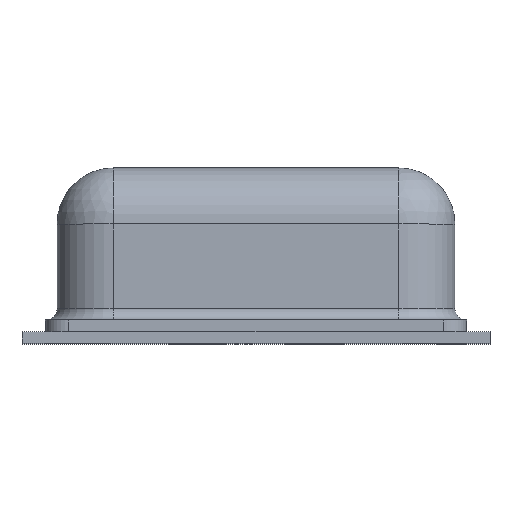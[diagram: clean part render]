
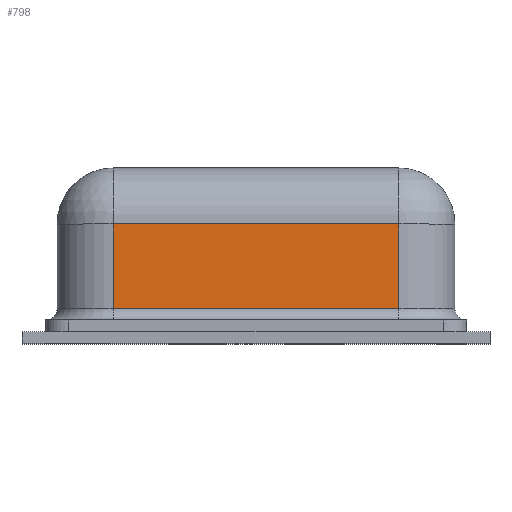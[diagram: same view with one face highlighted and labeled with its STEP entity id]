
A CAD part, top view. The second image highlights one B-rep face of the part: STEP entity #798.
In plain terms, the highlighted planar face has unit normal (0, 0, 1).
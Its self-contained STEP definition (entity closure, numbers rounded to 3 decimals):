
#66 = EDGE_CURVE ( 'NONE', #770, #1258, #2239, .T. ) ;
#79 = PLANE ( 'NONE',  #2416 ) ;
#102 = VECTOR ( 'NONE', #1826, 1000. ) ;
#290 = CARTESIAN_POINT ( 'NONE',  ( -0.85, 0.15, 0.85 ) ) ;
#316 = DIRECTION ( 'NONE',  ( 0., 0., -1. ) ) ;
#541 = DIRECTION ( 'NONE',  ( 0., -1., 0. ) ) ;
#556 = CARTESIAN_POINT ( 'NONE',  ( -0.85, 0.75, 0.85 ) ) ;
#640 = ORIENTED_EDGE ( 'NONE', *, *, #66, .T. ) ;
#688 = LINE ( 'NONE', #1644, #2940 ) ;
#770 = VERTEX_POINT ( 'NONE', #2782 ) ;
#798 = ADVANCED_FACE ( 'NONE', ( #2560 ), #79, .F. ) ;
#1001 = DIRECTION ( 'NONE',  ( -1., 0., 0. ) ) ;
#1165 = DIRECTION ( 'NONE',  ( -1., 0., 0. ) ) ;
#1258 = VERTEX_POINT ( 'NONE', #2015 ) ;
#1281 = CARTESIAN_POINT ( 'NONE',  ( 0.61, 0.51, 0.85 ) ) ;
#1292 = ORIENTED_EDGE ( 'NONE', *, *, #2862, .T. ) ;
#1439 = DIRECTION ( 'NONE',  ( 0., 1., 0. ) ) ;
#1472 = CARTESIAN_POINT ( 'NONE',  ( -0.61, 0.1, 0.85 ) ) ;
#1644 = CARTESIAN_POINT ( 'NONE',  ( 0.61, 0.75, 0.85 ) ) ;
#1826 = DIRECTION ( 'NONE',  ( 1., 0., 0. ) ) ;
#2015 = CARTESIAN_POINT ( 'NONE',  ( 0.61, 0.15, 0.85 ) ) ;
#2090 = CARTESIAN_POINT ( 'NONE',  ( -0.85, 0.51, 0.85 ) ) ;
#2091 = CARTESIAN_POINT ( 'NONE',  ( -0.61, 0.51, 0.85 ) ) ;
#2166 = EDGE_CURVE ( 'NONE', #2691, #2886, #2521, .T. ) ;
#2171 = VECTOR ( 'NONE', #541, 1000. ) ;
#2239 = LINE ( 'NONE', #290, #102 ) ;
#2416 = AXIS2_PLACEMENT_3D ( 'NONE', #556, #316, #1001 ) ;
#2419 = VECTOR ( 'NONE', #1165, 1000. ) ;
#2431 = ORIENTED_EDGE ( 'NONE', *, *, #2166, .T. ) ;
#2479 = EDGE_LOOP ( 'NONE', ( #2821, #640, #1292, #2431 ) ) ;
#2521 = LINE ( 'NONE', #2090, #2419 ) ;
#2560 = FACE_OUTER_BOUND ( 'NONE', #2479, .T. ) ;
#2569 = EDGE_CURVE ( 'NONE', #2886, #770, #2665, .T. ) ;
#2665 = LINE ( 'NONE', #1472, #2171 ) ;
#2691 = VERTEX_POINT ( 'NONE', #1281 ) ;
#2782 = CARTESIAN_POINT ( 'NONE',  ( -0.61, 0.15, 0.85 ) ) ;
#2821 = ORIENTED_EDGE ( 'NONE', *, *, #2569, .T. ) ;
#2862 = EDGE_CURVE ( 'NONE', #1258, #2691, #688, .T. ) ;
#2886 = VERTEX_POINT ( 'NONE', #2091 ) ;
#2940 = VECTOR ( 'NONE', #1439, 1000. ) ;
